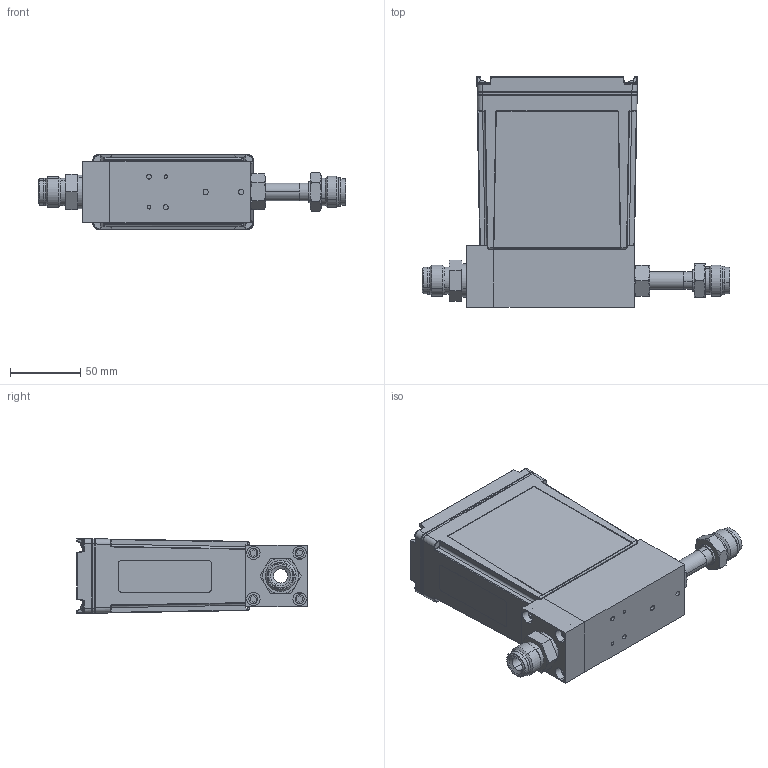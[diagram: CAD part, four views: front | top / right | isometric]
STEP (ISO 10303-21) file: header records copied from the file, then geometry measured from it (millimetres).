
FILE_DESCRIPTION (( 'STEP AP214' ), '1' );
FILE_NAME ('GE250-8VCR-LONG-15Pin-4-20MA.STEP', '2018-04-26T17:56:56', ( '' ), ( '' ), 'SwSTEP 2.0', 'SolidWorks 2015', '' );
FILE_SCHEMA (( 'AUTOMOTIVE_DESIGN' ));
Length unit declared in the file: inch
Products named in the file (1): GE250-8VCR-LONG-15Pin-4-20MA
Bounding box: 219.23 x 164.52 x 53.57 mm (x, y, z)
Surface area: 111349.1 mm2 (no closed solid volume)
Topology: 0 solids, 62 shells, 734 faces, 2598 edges, 1874 vertices
Faces by surface type: plane 300, cylinder 276, bspline 67, cone 55, sphere 20, torus 16
Entity records: 41371 total; most frequent: CARTESIAN_POINT 10916, DIRECTION 4206, ORIENTED_EDGE 3897, EDGE_CURVE 2581, VERTEX_POINT 1874, AXIS2_PLACEMENT_3D 1439, VECTOR 1328, LINE 1328
